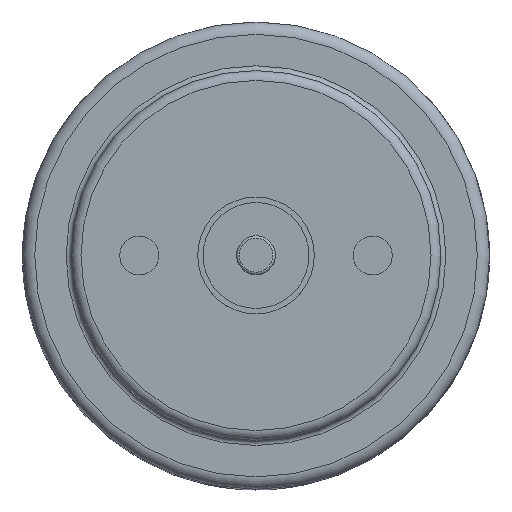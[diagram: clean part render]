
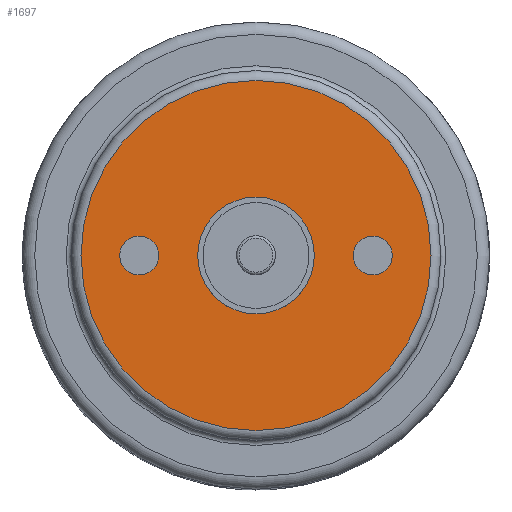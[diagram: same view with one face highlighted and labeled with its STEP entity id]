
A CAD part, top view. The second image highlights one B-rep face of the part: STEP entity #1697.
In plain terms, the highlighted planar face has unit normal (0, 0, 1).
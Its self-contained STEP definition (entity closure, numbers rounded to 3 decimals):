
#28=FACE_BOUND('',#306,.T.);
#29=FACE_BOUND('',#307,.T.);
#30=FACE_BOUND('',#308,.T.);
#105=PLANE('',#1901);
#198=FACE_OUTER_BOUND('',#305,.T.);
#305=EDGE_LOOP('',(#1560,#1561));
#306=EDGE_LOOP('',(#1562));
#307=EDGE_LOOP('',(#1563));
#308=EDGE_LOOP('',(#1564,#1565));
#655=CIRCLE('',#1874,1.);
#657=CIRCLE('',#1878,1.);
#671=CIRCLE('',#1898,8.992);
#673=CIRCLE('',#1900,8.992);
#674=CIRCLE('',#1902,2.997);
#675=CIRCLE('',#1903,2.997);
#823=VERTEX_POINT('',#2976);
#825=VERTEX_POINT('',#2983);
#837=VERTEX_POINT('',#3017);
#838=VERTEX_POINT('',#3018);
#839=VERTEX_POINT('',#3023);
#840=VERTEX_POINT('',#3024);
#1060=EDGE_CURVE('',#823,#823,#655,.T.);
#1063=EDGE_CURVE('',#825,#825,#657,.T.);
#1079=EDGE_CURVE('',#837,#838,#671,.T.);
#1081=EDGE_CURVE('',#838,#837,#673,.T.);
#1082=EDGE_CURVE('',#839,#840,#674,.T.);
#1083=EDGE_CURVE('',#840,#839,#675,.T.);
#1560=ORIENTED_EDGE('',*,*,#1079,.F.);
#1561=ORIENTED_EDGE('',*,*,#1081,.F.);
#1562=ORIENTED_EDGE('',*,*,#1060,.T.);
#1563=ORIENTED_EDGE('',*,*,#1063,.T.);
#1564=ORIENTED_EDGE('',*,*,#1082,.T.);
#1565=ORIENTED_EDGE('',*,*,#1083,.T.);
#1697=ADVANCED_FACE('',(#198,#28,#29,#30),#105,.T.);
#1874=AXIS2_PLACEMENT_3D('',#2977,#2360,#2361);
#1878=AXIS2_PLACEMENT_3D('',#2984,#2369,#2370);
#1898=AXIS2_PLACEMENT_3D('',#3019,#2411,#2412);
#1900=AXIS2_PLACEMENT_3D('',#3021,#2415,#2416);
#1901=AXIS2_PLACEMENT_3D('',#3022,#2417,#2418);
#1902=AXIS2_PLACEMENT_3D('',#3025,#2419,#2420);
#1903=AXIS2_PLACEMENT_3D('',#3026,#2421,#2422);
#2360=DIRECTION('center_axis',(0.,0.,-1.));
#2361=DIRECTION('ref_axis',(-1.,0.,0.));
#2369=DIRECTION('center_axis',(0.,0.,-1.));
#2370=DIRECTION('ref_axis',(-1.,0.,0.));
#2411=DIRECTION('center_axis',(0.,0.,-1.));
#2412=DIRECTION('ref_axis',(0.,-1.,0.));
#2415=DIRECTION('center_axis',(0.,0.,-1.));
#2416=DIRECTION('ref_axis',(0.,-1.,0.));
#2417=DIRECTION('center_axis',(0.,0.,1.));
#2418=DIRECTION('ref_axis',(0.,-1.,0.));
#2419=DIRECTION('center_axis',(0.,0.,-1.));
#2420=DIRECTION('ref_axis',(1.,0.,0.));
#2421=DIRECTION('center_axis',(0.,0.,-1.));
#2422=DIRECTION('ref_axis',(1.,0.,0.));
#2976=CARTESIAN_POINT('',(-5.,0.,15.24));
#2977=CARTESIAN_POINT('Origin',(-6.,0.,15.24));
#2983=CARTESIAN_POINT('',(7.,0.,15.24));
#2984=CARTESIAN_POINT('Origin',(6.,0.,15.24));
#3017=CARTESIAN_POINT('',(0.,8.992,15.24));
#3018=CARTESIAN_POINT('',(-8.992,0.,15.24));
#3019=CARTESIAN_POINT('Origin',(0.,0.,15.24));
#3021=CARTESIAN_POINT('Origin',(0.,0.,15.24));
#3022=CARTESIAN_POINT('Origin',(0.,0.,15.24));
#3023=CARTESIAN_POINT('',(2.997,0.,15.24));
#3024=CARTESIAN_POINT('',(-2.997,0.,15.24));
#3025=CARTESIAN_POINT('Origin',(0.,0.,15.24));
#3026=CARTESIAN_POINT('Origin',(0.,0.,15.24));
